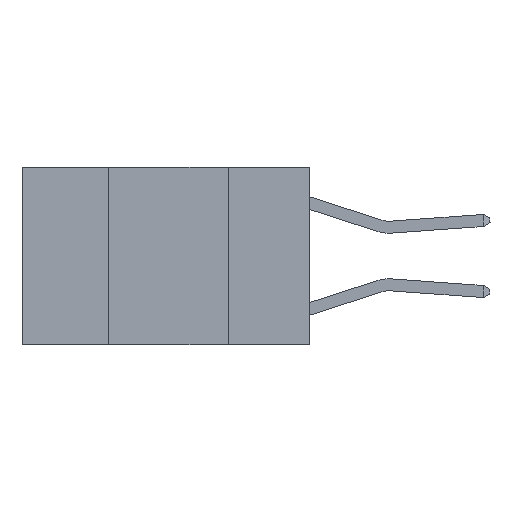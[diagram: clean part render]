
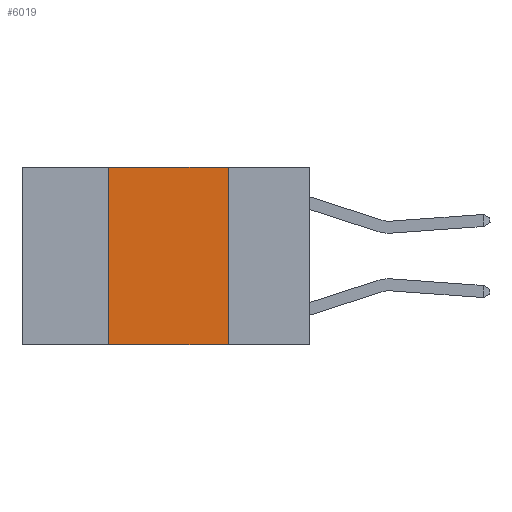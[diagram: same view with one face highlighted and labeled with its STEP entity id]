
A CAD part, left-side view. The second image highlights one B-rep face of the part: STEP entity #6019.
In plain terms, the highlighted planar face has unit normal (-1, 0, 0).
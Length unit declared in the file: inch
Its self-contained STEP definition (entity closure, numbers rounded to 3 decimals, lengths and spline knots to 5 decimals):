
#374 = ORIENTED_EDGE ( 'NONE', *, *, #2702, .F. ) ;
#616 = ORIENTED_EDGE ( 'NONE', *, *, #2712, .F. ) ;
#959 = VECTOR ( 'NONE', #8635, 39.37008 ) ;
#1191 = LINE ( 'NONE', #6555, #959 ) ;
#1480 = DIRECTION ( 'NONE',  ( 0., -1., 0. ) ) ;
#1839 = CARTESIAN_POINT ( 'NONE',  ( 0., 0.17, 0. ) ) ;
#2409 = EDGE_CURVE ( 'NONE', #4057, #4522, #3579, .T. ) ;
#2498 = FACE_OUTER_BOUND ( 'NONE', #7174, .T. ) ;
#2702 = EDGE_CURVE ( 'NONE', #8946, #2793, #3063, .T. ) ;
#2712 = EDGE_CURVE ( 'NONE', #4057, #8946, #1191, .T. ) ;
#2793 = VERTEX_POINT ( 'NONE', #1839 ) ;
#2815 = DIRECTION ( 'NONE',  ( 0., 0., -1. ) ) ;
#3063 = LINE ( 'NONE', #3135, #4789 ) ;
#3135 = CARTESIAN_POINT ( 'NONE',  ( 0., 0.6, 0. ) ) ;
#3152 = EDGE_CURVE ( 'NONE', #2793, #4522, #3861, .T. ) ;
#3196 = CARTESIAN_POINT ( 'NONE',  ( 0., 0.6, 0. ) ) ;
#3378 = VECTOR ( 'NONE', #1480, 39.37008 ) ;
#3548 = CARTESIAN_POINT ( 'NONE',  ( 0., 0.6, -0.37 ) ) ;
#3579 = LINE ( 'NONE', #3548, #3378 ) ;
#3787 = DIRECTION ( 'NONE',  ( 0., -1., 0. ) ) ;
#3841 = AXIS2_PLACEMENT_3D ( 'NONE', #3196, #8067, #3846 ) ;
#3846 = DIRECTION ( 'NONE',  ( 0., 0., -1. ) ) ;
#3861 = LINE ( 'NONE', #6245, #5228 ) ;
#4057 = VERTEX_POINT ( 'NONE', #8985 ) ;
#4271 = ORIENTED_EDGE ( 'NONE', *, *, #2409, .T. ) ;
#4461 = CARTESIAN_POINT ( 'NONE',  ( 0., 0.17, -0.37 ) ) ;
#4522 = VERTEX_POINT ( 'NONE', #4461 ) ;
#4789 = VECTOR ( 'NONE', #3787, 39.37008 ) ;
#5228 = VECTOR ( 'NONE', #2815, 39.37008 ) ;
#5229 = CARTESIAN_POINT ( 'NONE',  ( 0., 0.42, 0. ) ) ;
#5897 = PLANE ( 'NONE',  #3841 ) ;
#6019 = ADVANCED_FACE ( 'NONE', ( #2498 ), #5897, .F. ) ;
#6245 = CARTESIAN_POINT ( 'NONE',  ( 0., 0.17, 0. ) ) ;
#6555 = CARTESIAN_POINT ( 'NONE',  ( 0., 0.42, 0. ) ) ;
#7174 = EDGE_LOOP ( 'NONE', ( #7621, #374, #616, #4271 ) ) ;
#7621 = ORIENTED_EDGE ( 'NONE', *, *, #3152, .F. ) ;
#8067 = DIRECTION ( 'NONE',  ( 1., 0., 0. ) ) ;
#8635 = DIRECTION ( 'NONE',  ( 0., 0., 1. ) ) ;
#8946 = VERTEX_POINT ( 'NONE', #5229 ) ;
#8985 = CARTESIAN_POINT ( 'NONE',  ( 0., 0.42, -0.37 ) ) ;
